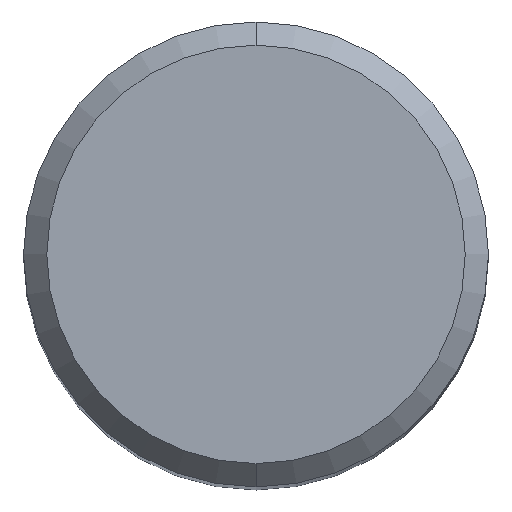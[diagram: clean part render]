
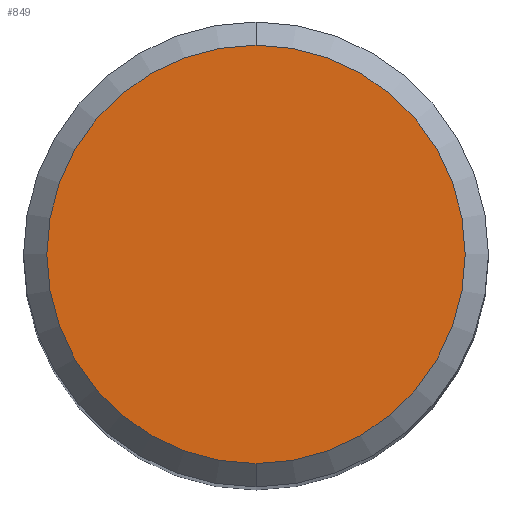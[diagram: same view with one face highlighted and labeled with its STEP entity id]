
A CAD part, top view. The second image highlights one B-rep face of the part: STEP entity #849.
In plain terms, the highlighted planar face has unit normal (0, 0, 1).
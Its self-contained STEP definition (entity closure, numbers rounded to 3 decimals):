
#575=EDGE_CURVE('',#751,#733,#1230,.T.);
#677=EDGE_CURVE('',#733,#751,#1340,.T.);
#733=VERTEX_POINT('',#1401);
#751=VERTEX_POINT('',#1422);
#849=ADVANCED_FACE('',(#1532),#1533,.T.);
#1230=CIRCLE('',#2853,7.2);
#1340=CIRCLE('',#3493,7.2);
#1401=CARTESIAN_POINT('',(0.,-7.2,0.0));
#1422=CARTESIAN_POINT('',(0.0,7.2,0.0));
#1532=FACE_OUTER_BOUND('',#6516,.T.);
#1533=PLANE('',#6517);
#2853=AXIS2_PLACEMENT_3D('',#9744,#9745,#9746);
#3493=AXIS2_PLACEMENT_3D('',#9852,#9853,#9854);
#6516=EDGE_LOOP('',(#10083,#10084));
#6517=AXIS2_PLACEMENT_3D('',#10085,#10086,#10087);
#9744=CARTESIAN_POINT('',(0.0,0.0,0.0));
#9745=DIRECTION('',(0.0,0.0,-1.0));
#9746=DIRECTION('',(0.0,1.0,0.0));
#9852=CARTESIAN_POINT('',(0.0,0.0,0.0));
#9853=DIRECTION('',(0.0,0.0,-1.0));
#9854=DIRECTION('',(0.0,1.0,0.0));
#10083=ORIENTED_EDGE('',*,*,#575,.F.);
#10084=ORIENTED_EDGE('',*,*,#677,.F.);
#10085=CARTESIAN_POINT('',(0.0,3.6,0.0));
#10086=DIRECTION('',(-0.0,0.0,1.0));
#10087=DIRECTION('',(0.0,-1.0,0.0));
